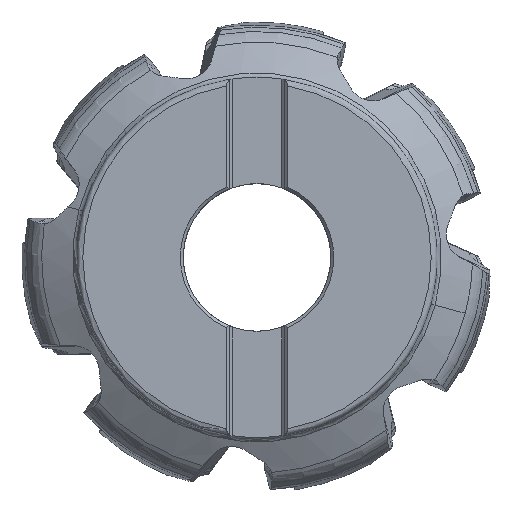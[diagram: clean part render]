
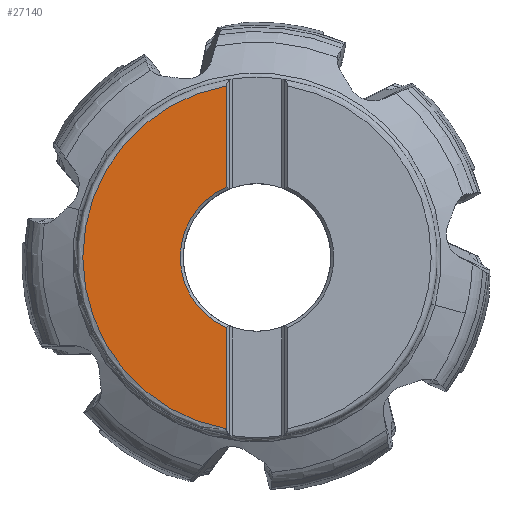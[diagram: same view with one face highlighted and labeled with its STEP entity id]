
A CAD part, top view. The second image highlights one B-rep face of the part: STEP entity #27140.
In plain terms, the highlighted planar face has unit normal (0, 0, 1).
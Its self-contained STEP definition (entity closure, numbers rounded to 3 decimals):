
#8074=CARTESIAN_POINT('',(-10.525,24.249,
0.));
#8097=DIRECTION('',(0.,-1.,0.));
#8098=VECTOR('',#8097,34.795);
#8099=CARTESIAN_POINT('',(-10.525,59.044,
0.));
#8100=LINE('',#8099,#8098);
#8101=CARTESIAN_POINT('',(0.,0.,0.));
#8102=DIRECTION('',(0.,0.,1.));
#8103=DIRECTION('',(-0.398,0.917,0.));
#8104=AXIS2_PLACEMENT_3D('',#8101,#8102,#8103);
#8106=DIRECTION('',(0.,-1.,0.));
#8107=VECTOR('',#8106,34.795);
#8108=CARTESIAN_POINT('',(-10.525,-24.249,
0.));
#8109=LINE('',#8108,#8107);
#8110=CARTESIAN_POINT('',(0.,0.,0.));
#8111=DIRECTION('',(0.,0.,-1.));
#8112=DIRECTION('',(-0.175,-0.984,0.));
#8113=AXIS2_PLACEMENT_3D('',#8110,#8111,#8112);
#20355=VERTEX_POINT('',#8074);
#20356=CARTESIAN_POINT('',(-10.525,59.044,
0.));
#20357=VERTEX_POINT('',#20356);
#20358=CARTESIAN_POINT('',(-10.525,-24.249,
0.));
#20359=CARTESIAN_POINT('',(-10.525,-59.044,
0.));
#20360=VERTEX_POINT('',#20358);
#20361=VERTEX_POINT('',#20359);
#27128=CARTESIAN_POINT('',(-35.251,0.,0.));
#27129=DIRECTION('',(0.,0.,1.));
#27130=DIRECTION('',(0.,-1.,0.));
#27131=AXIS2_PLACEMENT_3D('',#27128,#27129,#27130);
#27132=PLANE('',#27131);
#27133=ORIENTED_EDGE('',*,*,#27072,.T.);
#27134=ORIENTED_EDGE('',*,*,#27093,.T.);
#27135=ORIENTED_EDGE('',*,*,#27112,.T.);
#27137=ORIENTED_EDGE('',*,*,#27136,.T.);
#27138=EDGE_LOOP('',(#27133,#27134,#27135,#27137));
#27139=FACE_OUTER_BOUND('',#27138,.F.);
#8105=CIRCLE('',#8104,26.435);
#8114=CIRCLE('',#8113,59.975);
#27072=EDGE_CURVE('',#20357,#20355,#8100,.T.);
#27093=EDGE_CURVE('',#20355,#20360,#8105,.T.);
#27112=EDGE_CURVE('',#20360,#20361,#8109,.T.);
#27136=EDGE_CURVE('',#20361,#20357,#8114,.T.);
#27140=ADVANCED_FACE('',(#27139),#27132,.T.);
